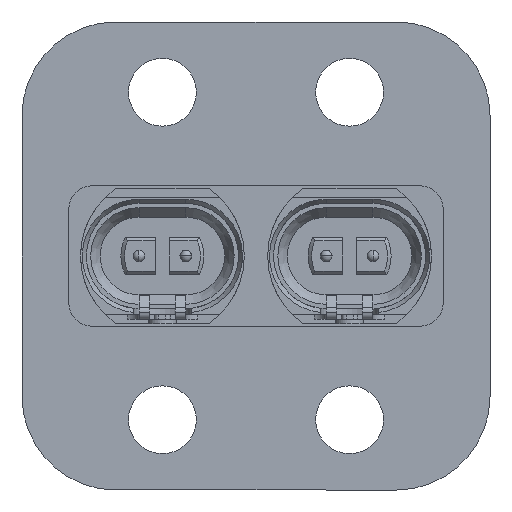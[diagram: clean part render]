
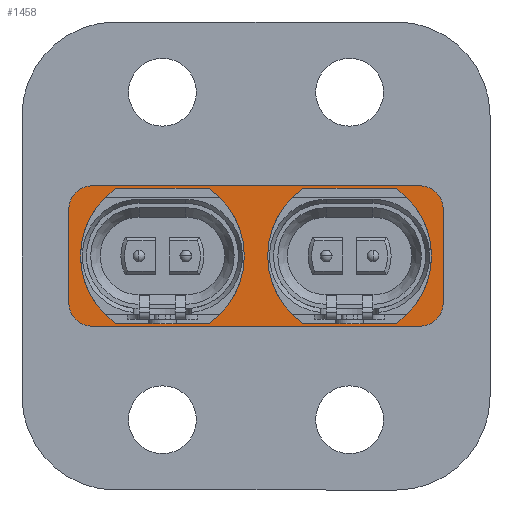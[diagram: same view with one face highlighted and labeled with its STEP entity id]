
A CAD part, front view. The second image highlights one B-rep face of the part: STEP entity #1458.
In plain terms, the highlighted planar face has unit normal (0, -1, 0).
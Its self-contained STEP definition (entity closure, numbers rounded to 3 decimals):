
#19 = VECTOR ( 'NONE', #16096, 1000. ) ;
#79 = LINE ( 'NONE', #5446, #13418 ) ;
#134 = DIRECTION ( 'NONE',  ( 0., -1., 0. ) ) ;
#247 = CARTESIAN_POINT ( 'NONE',  ( 0., 0., 0. ) ) ;
#251 = DIRECTION ( 'NONE',  ( 0., 0., 1. ) ) ;
#259 = ORIENTED_EDGE ( 'NONE', *, *, #16828, .F. ) ;
#452 = CIRCLE ( 'NONE', #4180, 1. ) ;
#577 = PLANE ( 'NONE',  #3173 ) ;
#621 = CARTESIAN_POINT ( 'NONE',  ( -5.96, 0., -2.9 ) ) ;
#726 = DIRECTION ( 'NONE',  ( 0., 0., -1. ) ) ;
#835 = CARTESIAN_POINT ( 'NONE',  ( -7., 0., -2. ) ) ;
#956 = DIRECTION ( 'NONE',  ( 0., 0., 1. ) ) ;
#994 = DIRECTION ( 'NONE',  ( 1., 0., 0. ) ) ;
#1130 = DIRECTION ( 'NONE',  ( 0., 0., -1. ) ) ;
#1410 = DIRECTION ( 'NONE',  ( 0., 0., -1. ) ) ;
#1458 = ADVANCED_FACE ( 'Defeature ausgef�hrt2_120', ( #18219, #9344, #3636 ), #577, .F. ) ;
#2011 = VECTOR ( 'NONE', #16705, 1000. ) ;
#2112 = LINE ( 'NONE', #12499, #22745 ) ;
#2187 = CARTESIAN_POINT ( 'NONE',  ( 8., 0., -2. ) ) ;
#2344 = CARTESIAN_POINT ( 'NONE',  ( 0.5, 0., 2.9 ) ) ;
#2541 = AXIS2_PLACEMENT_3D ( 'NONE', #14037, #134, #6798 ) ;
#2594 = DIRECTION ( 'NONE',  ( 0., -1., 0. ) ) ;
#2745 = LINE ( 'NONE', #8117, #19248 ) ;
#3173 = AXIS2_PLACEMENT_3D ( 'NONE', #247, #14815, #10747 ) ;
#3396 = VERTEX_POINT ( 'NONE', #7786 ) ;
#3425 = ORIENTED_EDGE ( 'NONE', *, *, #11336, .F. ) ;
#3615 = EDGE_CURVE ( 'NONE', #19177, #16165, #16048, .T. ) ;
#3636 = FACE_OUTER_BOUND ( 'NONE', #16085, .T. ) ;
#3759 = ORIENTED_EDGE ( 'NONE', *, *, #15652, .T. ) ;
#4180 = AXIS2_PLACEMENT_3D ( 'NONE', #9490, #2594, #726 ) ;
#4308 = CIRCLE ( 'NONE', #7306, 1. ) ;
#4318 = VERTEX_POINT ( 'NONE', #9472 ) ;
#4362 = ORIENTED_EDGE ( 'NONE', *, *, #16925, .T. ) ;
#4440 = CARTESIAN_POINT ( 'NONE',  ( -7., 0., -3. ) ) ;
#4845 = CARTESIAN_POINT ( 'NONE',  ( 0.5, 0., -2.9 ) ) ;
#5109 = VERTEX_POINT ( 'NONE', #2187 ) ;
#5250 = CARTESIAN_POINT ( 'NONE',  ( 7., 0., 3. ) ) ;
#5446 = CARTESIAN_POINT ( 'NONE',  ( -7., 0., 3. ) ) ;
#5584 = EDGE_CURVE ( 'NONE', #11636, #12077, #16587, .T. ) ;
#5779 = CARTESIAN_POINT ( 'NONE',  ( 5.96, 0., 2.9 ) ) ;
#5980 = DIRECTION ( 'NONE',  ( 0., 0., -1. ) ) ;
#6031 = AXIS2_PLACEMENT_3D ( 'NONE', #835, #11007, #956 ) ;
#6155 = EDGE_CURVE ( 'NONE', #4318, #8954, #2745, .T. ) ;
#6259 = EDGE_CURVE ( 'NONE', #12863, #18151, #8481, .T. ) ;
#6375 = DIRECTION ( 'NONE',  ( 0., -1., 0. ) ) ;
#6541 = CARTESIAN_POINT ( 'NONE',  ( 8., 0., 2. ) ) ;
#6798 = DIRECTION ( 'NONE',  ( 0., 0., -1. ) ) ;
#7118 = ORIENTED_EDGE ( 'NONE', *, *, #20007, .T. ) ;
#7240 = CARTESIAN_POINT ( 'NONE',  ( -8., 0., 2. ) ) ;
#7306 = AXIS2_PLACEMENT_3D ( 'NONE', #22389, #6375, #12097 ) ;
#7419 = AXIS2_PLACEMENT_3D ( 'NONE', #10502, #8990, #1410 ) ;
#7786 = CARTESIAN_POINT ( 'NONE',  ( -2.04, 0., -2.9 ) ) ;
#8117 = CARTESIAN_POINT ( 'NONE',  ( -7.5, 0., 2.9 ) ) ;
#8126 = EDGE_LOOP ( 'NONE', ( #13460, #8361, #14352, #11461 ) ) ;
#8290 = CARTESIAN_POINT ( 'NONE',  ( -7., 0., -3. ) ) ;
#8347 = VERTEX_POINT ( 'NONE', #16630 ) ;
#8361 = ORIENTED_EDGE ( 'NONE', *, *, #11595, .T. ) ;
#8481 = LINE ( 'NONE', #4845, #18120 ) ;
#8954 = VERTEX_POINT ( 'NONE', #10053 ) ;
#8990 = DIRECTION ( 'NONE',  ( 0., -1., 0. ) ) ;
#9288 = VECTOR ( 'NONE', #12846, 1000. ) ;
#9344 = FACE_BOUND ( 'NONE', #8126, .T. ) ;
#9472 = CARTESIAN_POINT ( 'NONE',  ( -5.96, 0., 2.9 ) ) ;
#9490 = CARTESIAN_POINT ( 'NONE',  ( 7., 0., -2. ) ) ;
#9726 = VERTEX_POINT ( 'NONE', #5779 ) ;
#9806 = CARTESIAN_POINT ( 'NONE',  ( 2.04, 0., -2.9 ) ) ;
#9830 = VECTOR ( 'NONE', #17916, 1000. ) ;
#9873 = AXIS2_PLACEMENT_3D ( 'NONE', #16662, #16881, #22047 ) ;
#10026 = ORIENTED_EDGE ( 'NONE', *, *, #3615, .T. ) ;
#10053 = CARTESIAN_POINT ( 'NONE',  ( -2.04, 0., 2.9 ) ) ;
#10332 = DIRECTION ( 'NONE',  ( -1., 0., 0. ) ) ;
#10502 = CARTESIAN_POINT ( 'NONE',  ( 4., 0., 0. ) ) ;
#10747 = DIRECTION ( 'NONE',  ( 0., 0., 1. ) ) ;
#11007 = DIRECTION ( 'NONE',  ( 0., -1., 0. ) ) ;
#11098 = LINE ( 'NONE', #2344, #9288 ) ;
#11141 = CARTESIAN_POINT ( 'NONE',  ( 5.96, 0., -2.9 ) ) ;
#11229 = CARTESIAN_POINT ( 'NONE',  ( -4., 0., 0. ) ) ;
#11336 = EDGE_CURVE ( 'NONE', #4318, #16880, #22696, .T. ) ;
#11461 = ORIENTED_EDGE ( 'NONE', *, *, #6259, .T. ) ;
#11595 = EDGE_CURVE ( 'NONE', #17749, #9726, #11098, .T. ) ;
#11636 = VERTEX_POINT ( 'NONE', #8290 ) ;
#11851 = EDGE_CURVE ( 'NONE', #12863, #9726, #19724, .T. ) ;
#11944 = VERTEX_POINT ( 'NONE', #5250 ) ;
#12030 = EDGE_LOOP ( 'NONE', ( #3759, #3425, #14950, #259 ) ) ;
#12077 = VERTEX_POINT ( 'NONE', #16553 ) ;
#12097 = DIRECTION ( 'NONE',  ( 0., 0., 1. ) ) ;
#12499 = CARTESIAN_POINT ( 'NONE',  ( 8., 0., -2. ) ) ;
#12565 = DIRECTION ( 'NONE',  ( -1., 0., 0. ) ) ;
#12567 = CARTESIAN_POINT ( 'NONE',  ( -8., 0., -2. ) ) ;
#12591 = CARTESIAN_POINT ( 'NONE',  ( -7.5, 0., -2.9 ) ) ;
#12846 = DIRECTION ( 'NONE',  ( 1., 0., 0. ) ) ;
#12863 = VERTEX_POINT ( 'NONE', #11141 ) ;
#13418 = VECTOR ( 'NONE', #12565, 1000. ) ;
#13460 = ORIENTED_EDGE ( 'NONE', *, *, #14823, .F. ) ;
#13618 = CARTESIAN_POINT ( 'NONE',  ( 4., 0., 0. ) ) ;
#14037 = CARTESIAN_POINT ( 'NONE',  ( -4., 0., 0. ) ) ;
#14113 = EDGE_CURVE ( 'NONE', #5109, #19137, #2112, .T. ) ;
#14250 = CIRCLE ( 'NONE', #22456, 3.5 ) ;
#14352 = ORIENTED_EDGE ( 'NONE', *, *, #11851, .F. ) ;
#14519 = CARTESIAN_POINT ( 'NONE',  ( -8., 0., -2. ) ) ;
#14546 = CIRCLE ( 'NONE', #16038, 3.5 ) ;
#14815 = DIRECTION ( 'NONE',  ( 0., 1., 0. ) ) ;
#14823 = EDGE_CURVE ( 'NONE', #17749, #18151, #14546, .T. ) ;
#14950 = ORIENTED_EDGE ( 'NONE', *, *, #6155, .T. ) ;
#15007 = EDGE_CURVE ( 'NONE', #11944, #8347, #79, .T. ) ;
#15364 = CIRCLE ( 'NONE', #6031, 1. ) ;
#15652 = EDGE_CURVE ( 'NONE', #3396, #16880, #21588, .T. ) ;
#15657 = ORIENTED_EDGE ( 'NONE', *, *, #16988, .T. ) ;
#15664 = CARTESIAN_POINT ( 'NONE',  ( 2.04, 0., 2.9 ) ) ;
#15852 = CIRCLE ( 'NONE', #9873, 1. ) ;
#16038 = AXIS2_PLACEMENT_3D ( 'NONE', #13618, #22868, #1130 ) ;
#16048 = LINE ( 'NONE', #14519, #9830 ) ;
#16085 = EDGE_LOOP ( 'NONE', ( #15657, #18351, #4362, #18655, #23017, #16822, #7118, #10026 ) ) ;
#16096 = DIRECTION ( 'NONE',  ( -1., 0., 0. ) ) ;
#16165 = VERTEX_POINT ( 'NONE', #12567 ) ;
#16553 = CARTESIAN_POINT ( 'NONE',  ( 7., 0., -3. ) ) ;
#16587 = LINE ( 'NONE', #4440, #2011 ) ;
#16630 = CARTESIAN_POINT ( 'NONE',  ( -7., 0., 3. ) ) ;
#16662 = CARTESIAN_POINT ( 'NONE',  ( -7., 0., 2. ) ) ;
#16705 = DIRECTION ( 'NONE',  ( 1., 0., 0. ) ) ;
#16822 = ORIENTED_EDGE ( 'NONE', *, *, #15007, .T. ) ;
#16828 = EDGE_CURVE ( 'NONE', #3396, #8954, #14250, .T. ) ;
#16880 = VERTEX_POINT ( 'NONE', #621 ) ;
#16881 = DIRECTION ( 'NONE',  ( 0., -1., 0. ) ) ;
#16925 = EDGE_CURVE ( 'NONE', #12077, #5109, #452, .T. ) ;
#16988 = EDGE_CURVE ( 'NONE', #16165, #11636, #15364, .T. ) ;
#17749 = VERTEX_POINT ( 'NONE', #15664 ) ;
#17916 = DIRECTION ( 'NONE',  ( 0., 0., -1. ) ) ;
#18120 = VECTOR ( 'NONE', #10332, 1000. ) ;
#18151 = VERTEX_POINT ( 'NONE', #9806 ) ;
#18219 = FACE_BOUND ( 'NONE', #12030, .T. ) ;
#18351 = ORIENTED_EDGE ( 'NONE', *, *, #5584, .T. ) ;
#18655 = ORIENTED_EDGE ( 'NONE', *, *, #14113, .T. ) ;
#19137 = VERTEX_POINT ( 'NONE', #6541 ) ;
#19177 = VERTEX_POINT ( 'NONE', #7240 ) ;
#19248 = VECTOR ( 'NONE', #994, 1000. ) ;
#19724 = CIRCLE ( 'NONE', #7419, 3.5 ) ;
#20007 = EDGE_CURVE ( 'NONE', #8347, #19177, #15852, .T. ) ;
#20118 = DIRECTION ( 'NONE',  ( 0., -1., 0. ) ) ;
#21588 = LINE ( 'NONE', #12591, #19 ) ;
#22047 = DIRECTION ( 'NONE',  ( 0., 0., 1. ) ) ;
#22389 = CARTESIAN_POINT ( 'NONE',  ( 7., 0., 2. ) ) ;
#22456 = AXIS2_PLACEMENT_3D ( 'NONE', #11229, #20118, #5980 ) ;
#22696 = CIRCLE ( 'NONE', #2541, 3.5 ) ;
#22745 = VECTOR ( 'NONE', #251, 1000. ) ;
#22868 = DIRECTION ( 'NONE',  ( 0., -1., 0. ) ) ;
#22869 = EDGE_CURVE ( 'NONE', #19137, #11944, #4308, .T. ) ;
#23017 = ORIENTED_EDGE ( 'NONE', *, *, #22869, .T. ) ;
